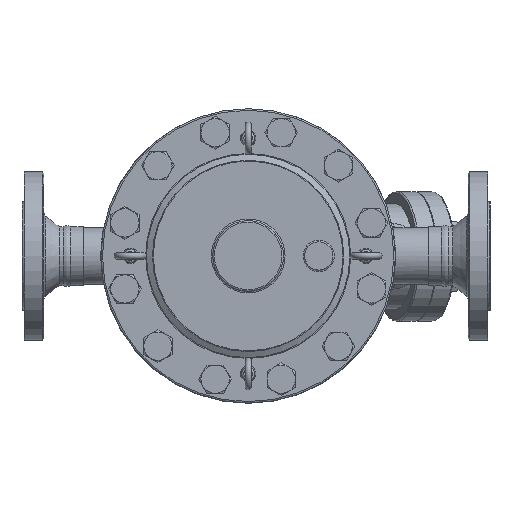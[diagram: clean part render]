
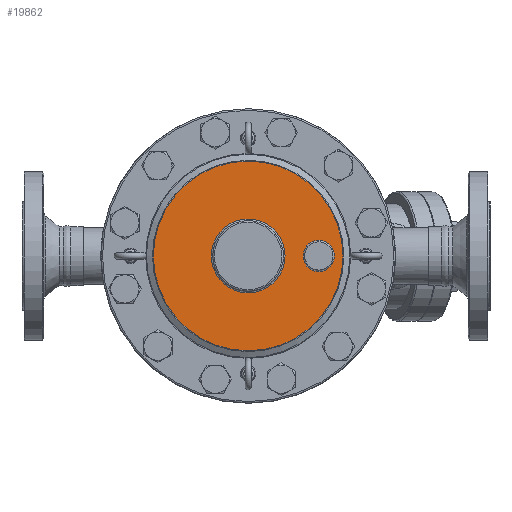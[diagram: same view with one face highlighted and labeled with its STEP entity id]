
A CAD part, top view. The second image highlights one B-rep face of the part: STEP entity #19862.
In plain terms, the highlighted planar face has unit normal (0, 0, 1).
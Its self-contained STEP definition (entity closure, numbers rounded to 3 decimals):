
#19800=CARTESIAN_POINT('',(110.0,0.,76.));
#19801=VERTEX_POINT('',#19800);
#19802=CARTESIAN_POINT('',(90.0,0.0,76.));
#19803=DIRECTION('',(0.0,0.0,1.0));
#19804=DIRECTION('',(-1.0,0.0,0.0));
#19805=AXIS2_PLACEMENT_3D('',#19802,#19803,#19804);
#19806=CIRCLE('',#19805,20.0);
#19807=EDGE_CURVE('',#19801,#19801,#19806,.T.);
#19832=CARTESIAN_POINT('',(60.67,0.0,76.));
#19833=DIRECTION('',(0.0,0.0,1.0));
#19834=DIRECTION('',(1.0,0.0,0.0));
#19835=AXIS2_PLACEMENT_3D('',#19832,#19833,#19834);
#19836=PLANE('',#19835);
#19837=CARTESIAN_POINT('',(120.804,0.,76.));
#19838=VERTEX_POINT('',#19837);
#19839=CARTESIAN_POINT('',(0.,0.0,76.));
#19840=DIRECTION('',(0.0,0.0,-1.0));
#19841=DIRECTION('',(-1.0,0.0,0.0));
#19842=AXIS2_PLACEMENT_3D('',#19839,#19840,#19841);
#19843=CIRCLE('',#19842,120.804);
#19844=EDGE_CURVE('',#19838,#19838,#19843,.T.);
#19845=ORIENTED_EDGE('',*,*,#19844,.F.);
#19846=EDGE_LOOP('',(#19845));
#19847=FACE_OUTER_BOUND('',#19846,.T.);
#19848=CARTESIAN_POINT('',(47.0,0.,76.));
#19849=VERTEX_POINT('',#19848);
#19850=CARTESIAN_POINT('',(0.,0.0,76.));
#19851=DIRECTION('',(0.0,0.0,1.0));
#19852=DIRECTION('',(-1.0,0.0,0.0));
#19853=AXIS2_PLACEMENT_3D('',#19850,#19851,#19852);
#19854=CIRCLE('',#19853,47.0);
#19855=EDGE_CURVE('',#19849,#19849,#19854,.T.);
#19856=ORIENTED_EDGE('',*,*,#19855,.F.);
#19857=EDGE_LOOP('',(#19856));
#19858=FACE_BOUND('',#19857,.T.);
#19859=ORIENTED_EDGE('',*,*,#19807,.F.);
#19860=EDGE_LOOP('',(#19859));
#19861=FACE_BOUND('',#19860,.T.);
#19862=ADVANCED_FACE('',(#19847,#19858,#19861),#19836,.T.);
